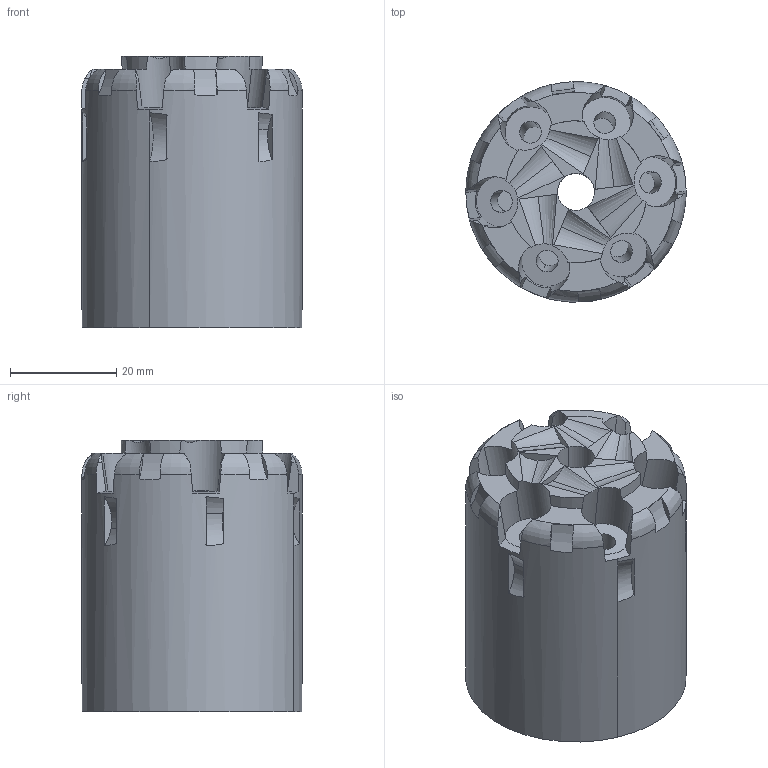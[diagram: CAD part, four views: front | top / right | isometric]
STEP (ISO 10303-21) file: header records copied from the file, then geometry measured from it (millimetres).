
FILE_DESCRIPTION (( 'STEP AP214' ), '1' );
FILE_NAME ('Cylinder_inner_piston.22.STEP', '2018-11-10T21:40:09', ( '' ), ( '' ), 'SwSTEP 2.0', 'SolidWorks 2018', '' );
FILE_SCHEMA (( 'AUTOMOTIVE_DESIGN' ));
Length unit declared in the file: millimetre
Products named in the file (4): Piston.22; Inner_cylinder.22; Cylinder.22; Cylinder_inner_piston.22
Assembly tree (13 placements, depth 2):
  Cylinder_inner_piston.22
    Cylinder.22
    Inner_cylinder.22  x6
    Piston.22  x6
Bounding box: 41.4 x 41.39 x 51 mm (x, y, z)
Volume: 56805 mm3; surface area: 22663.3 mm2
Topology: 13 solids, 13 shells, 300 faces, 736 edges, 496 vertices
Faces by surface type: cylinder 136, plane 128, cone 12, torus 12, bspline 12
Entity records: 12924 total; most frequent: CARTESIAN_POINT 6262, ORIENTED_EDGE 1112, DIRECTION 688, EDGE_CURVE 556, VERTEX_POINT 376, B_SPLINE_CURVE_WITH_KNOTS 329, AXIS2_PLACEMENT_3D 278, EDGE_LOOP 240
